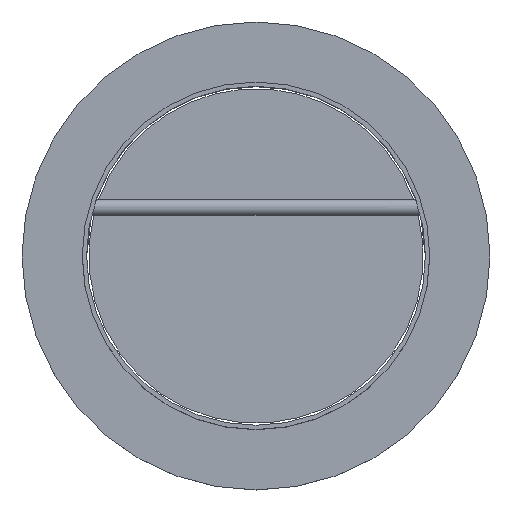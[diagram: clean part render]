
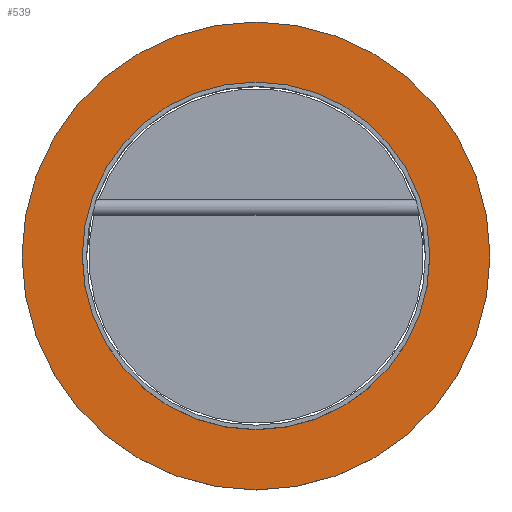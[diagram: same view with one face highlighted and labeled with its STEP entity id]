
A CAD part, top view. The second image highlights one B-rep face of the part: STEP entity #539.
In plain terms, the highlighted planar face has unit normal (0, 0, 1).
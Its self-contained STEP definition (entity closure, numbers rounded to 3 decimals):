
#3 = AXIS2_PLACEMENT_3D ( 'NONE', #244, #48, #288 ) ;
#43 = DIRECTION ( 'NONE',  ( -1., 0., 0. ) ) ;
#47 = CARTESIAN_POINT ( 'NONE',  ( 0., 0., 115. ) ) ;
#48 = DIRECTION ( 'NONE',  ( 0., 0., 1. ) ) ;
#49 = DIRECTION ( 'NONE',  ( 0., 0., -1. ) ) ;
#122 = CIRCLE ( 'NONE', #372, 161.5 ) ;
#149 = PLANE ( 'NONE',  #3 ) ;
#151 = CARTESIAN_POINT ( 'NONE',  ( -161.5, 0., 115. ) ) ;
#204 = VERTEX_POINT ( 'NONE', #151 ) ;
#216 = FACE_BOUND ( 'NONE', #400, .T. ) ;
#244 = CARTESIAN_POINT ( 'NONE',  ( 0., 217.5, 115. ) ) ;
#248 = DIRECTION ( 'NONE',  ( -1., 0., 0. ) ) ;
#278 = ORIENTED_EDGE ( 'NONE', *, *, #395, .T. ) ;
#288 = DIRECTION ( 'NONE',  ( 1., 0., 0. ) ) ;
#292 = DIRECTION ( 'NONE',  ( 0., 0., -1. ) ) ;
#311 = EDGE_LOOP ( 'NONE', ( #482 ) ) ;
#328 = FACE_OUTER_BOUND ( 'NONE', #311, .T. ) ;
#366 = EDGE_CURVE ( 'NONE', #447, #447, #579, .T. ) ;
#372 = AXIS2_PLACEMENT_3D ( 'NONE', #47, #49, #248 ) ;
#395 = EDGE_CURVE ( 'NONE', #204, #204, #122, .T. ) ;
#400 = EDGE_LOOP ( 'NONE', ( #278 ) ) ;
#447 = VERTEX_POINT ( 'NONE', #532 ) ;
#476 = CARTESIAN_POINT ( 'NONE',  ( 0., 0., 115. ) ) ;
#482 = ORIENTED_EDGE ( 'NONE', *, *, #366, .F. ) ;
#532 = CARTESIAN_POINT ( 'NONE',  ( -217.5, 0., 115. ) ) ;
#539 = ADVANCED_FACE ( 'NONE', ( #216, #328 ), #149, .T. ) ;
#543 = AXIS2_PLACEMENT_3D ( 'NONE', #476, #292, #43 ) ;
#579 = CIRCLE ( 'NONE', #543, 217.5 ) ;
